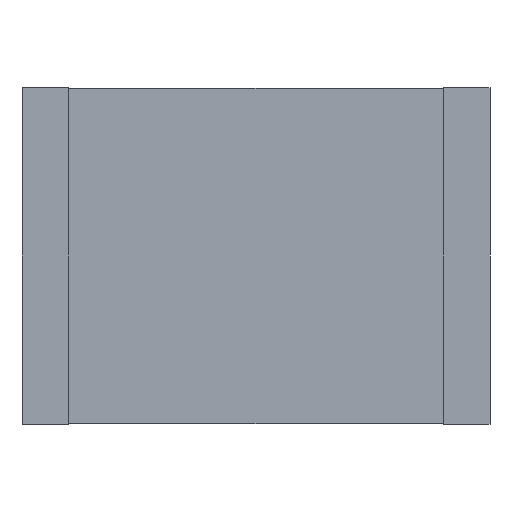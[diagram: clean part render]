
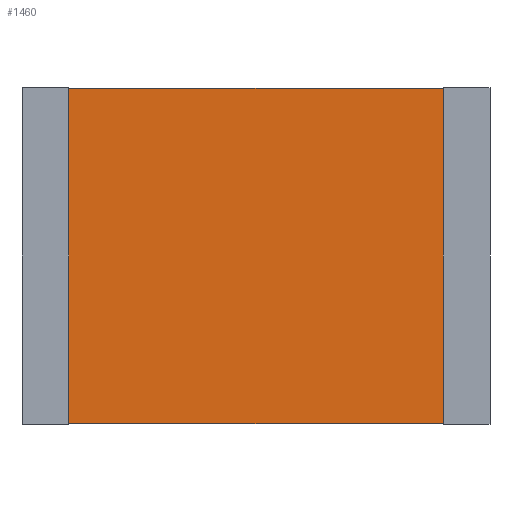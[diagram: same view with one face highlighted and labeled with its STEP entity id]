
A CAD part, front view. The second image highlights one B-rep face of the part: STEP entity #1460.
In plain terms, the highlighted planar face has unit normal (0, -1, 0).
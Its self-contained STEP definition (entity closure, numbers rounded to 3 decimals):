
#29 = DIRECTION ( 'NONE',  ( 1., 0., 0. ) ) ;
#171 = EDGE_CURVE ( 'NONE', #621, #1720, #588, .T. ) ;
#214 = LINE ( 'NONE', #1764, #1740 ) ;
#224 = VERTEX_POINT ( 'NONE', #990 ) ;
#312 = VECTOR ( 'NONE', #1545, 1000. ) ;
#320 = AXIS2_PLACEMENT_3D ( 'NONE', #615, #1204, #1348 ) ;
#330 = CARTESIAN_POINT ( 'NONE',  ( 0., 0., -3.58 ) ) ;
#459 = EDGE_LOOP ( 'NONE', ( #2006, #1688, #559, #1996 ) ) ;
#559 = ORIENTED_EDGE ( 'NONE', *, *, #2289, .F. ) ;
#588 = LINE ( 'NONE', #1747, #312 ) ;
#615 = CARTESIAN_POINT ( 'NONE',  ( 0., 0., 0. ) ) ;
#621 = VERTEX_POINT ( 'NONE', #1551 ) ;
#672 = CARTESIAN_POINT ( 'NONE',  ( 4.49, 0., 0. ) ) ;
#741 = CARTESIAN_POINT ( 'NONE',  ( 0.49, 0., -3.58 ) ) ;
#768 = VECTOR ( 'NONE', #1893, 1000. ) ;
#887 = VECTOR ( 'NONE', #2301, 1000. ) ;
#990 = CARTESIAN_POINT ( 'NONE',  ( 4.49, 0., -3.58 ) ) ;
#1077 = EDGE_CURVE ( 'NONE', #224, #1720, #2094, .T. ) ;
#1204 = DIRECTION ( 'NONE',  ( 0., -1., 0. ) ) ;
#1348 = DIRECTION ( 'NONE',  ( 0., 0., -1. ) ) ;
#1460 = ADVANCED_FACE ( 'NONE', ( #1475 ), #1967, .T. ) ;
#1475 = FACE_OUTER_BOUND ( 'NONE', #459, .T. ) ;
#1481 = LINE ( 'NONE', #1501, #768 ) ;
#1501 = CARTESIAN_POINT ( 'NONE',  ( 4.49, 0., 0. ) ) ;
#1545 = DIRECTION ( 'NONE',  ( 0., 0., -1. ) ) ;
#1551 = CARTESIAN_POINT ( 'NONE',  ( 0.49, 0., 0. ) ) ;
#1688 = ORIENTED_EDGE ( 'NONE', *, *, #2442, .T. ) ;
#1720 = VERTEX_POINT ( 'NONE', #741 ) ;
#1740 = VECTOR ( 'NONE', #29, 1000. ) ;
#1747 = CARTESIAN_POINT ( 'NONE',  ( 0.49, 0., 0. ) ) ;
#1764 = CARTESIAN_POINT ( 'NONE',  ( 0., 0., 0. ) ) ;
#1893 = DIRECTION ( 'NONE',  ( 0., 0., 1. ) ) ;
#1967 = PLANE ( 'NONE',  #320 ) ;
#1996 = ORIENTED_EDGE ( 'NONE', *, *, #171, .T. ) ;
#2006 = ORIENTED_EDGE ( 'NONE', *, *, #1077, .F. ) ;
#2094 = LINE ( 'NONE', #330, #887 ) ;
#2289 = EDGE_CURVE ( 'NONE', #621, #2430, #214, .T. ) ;
#2301 = DIRECTION ( 'NONE',  ( -1., 0., 0. ) ) ;
#2430 = VERTEX_POINT ( 'NONE', #672 ) ;
#2442 = EDGE_CURVE ( 'NONE', #224, #2430, #1481, .T. ) ;
